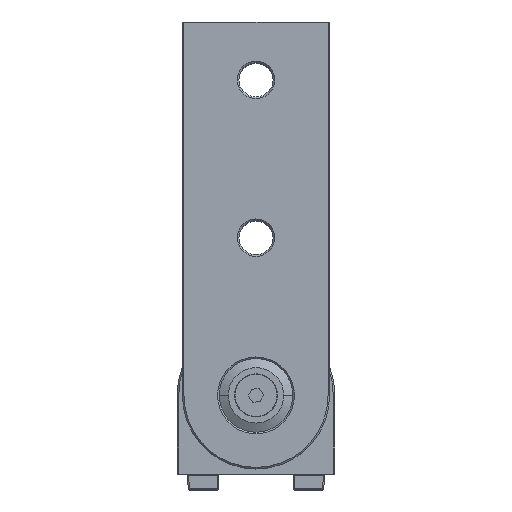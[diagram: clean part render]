
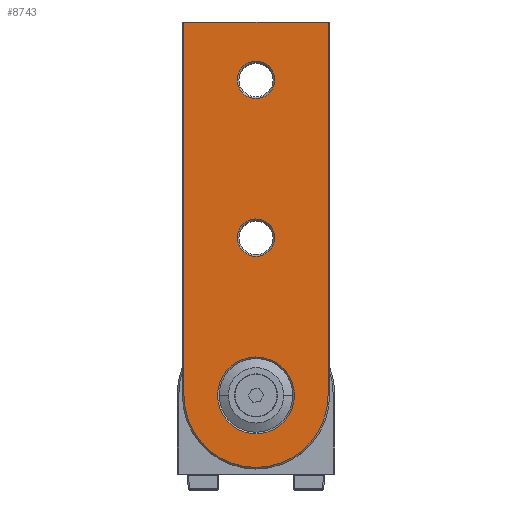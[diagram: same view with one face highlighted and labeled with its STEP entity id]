
A CAD part, top view. The second image highlights one B-rep face of the part: STEP entity #8743.
In plain terms, the highlighted planar face has unit normal (0, 0, 1).
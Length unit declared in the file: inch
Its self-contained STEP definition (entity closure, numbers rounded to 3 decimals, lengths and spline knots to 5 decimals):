
#110 = ORIENTED_EDGE ( 'NONE', *, *, #10869, .T. ) ;
#317 = EDGE_CURVE ( 'NONE', #24695, #35645, #46206, .T. ) ;
#1476 = EDGE_CURVE ( 'NONE', #43415, #48001, #28736, .T. ) ;
#1533 = DIRECTION ( 'NONE',  ( 0., 0., 1. ) ) ;
#2023 = FACE_BOUND ( 'NONE', #10859, .T. ) ;
#2205 = VERTEX_POINT ( 'NONE', #39500 ) ;
#2209 = AXIS2_PLACEMENT_3D ( 'NONE', #6538, #17114, #20586 ) ;
#2329 = AXIS2_PLACEMENT_3D ( 'NONE', #17204, #32244, #39920 ) ;
#2772 = ORIENTED_EDGE ( 'NONE', *, *, #317, .T. ) ;
#3394 = DIRECTION ( 'NONE',  ( 0., 0., 1. ) ) ;
#3695 = DIRECTION ( 'NONE',  ( 0., -1., 0. ) ) ;
#5481 = CIRCLE ( 'NONE', #2329, 0.13976 ) ;
#5608 = CIRCLE ( 'NONE', #12690, 0.13976 ) ;
#5974 = PLANE ( 'NONE',  #27058 ) ;
#6258 = ORIENTED_EDGE ( 'NONE', *, *, #35867, .T. ) ;
#6538 = CARTESIAN_POINT ( 'NONE',  ( 0., 0.59055, 1.89764 ) ) ;
#7694 = ORIENTED_EDGE ( 'NONE', *, *, #16585, .T. ) ;
#8743 = ADVANCED_FACE ( 'NONE', ( #2023, #9205, #9690, #24427 ), #5974, .T. ) ;
#8767 = EDGE_LOOP ( 'NONE', ( #9123, #7694 ) ) ;
#9123 = ORIENTED_EDGE ( 'NONE', *, *, #27040, .T. ) ;
#9205 = FACE_BOUND ( 'NONE', #8767, .T. ) ;
#9344 = CARTESIAN_POINT ( 'NONE',  ( -0.53937, 0.59055, 1.89764 ) ) ;
#9690 = FACE_BOUND ( 'NONE', #17125, .T. ) ;
#10063 = DIRECTION ( 'NONE',  ( 0., 1., 0. ) ) ;
#10117 = AXIS2_PLACEMENT_3D ( 'NONE', #37207, #36951, #3695 ) ;
#10132 = CARTESIAN_POINT ( 'NONE',  ( 0., 1.77165, 1.89764 ) ) ;
#10355 = VERTEX_POINT ( 'NONE', #9344 ) ;
#10369 = DIRECTION ( 'NONE',  ( 1., 0., 0. ) ) ;
#10534 = DIRECTION ( 'NONE',  ( 1., 0., 0. ) ) ;
#10775 = CARTESIAN_POINT ( 'NONE',  ( 0., 0.59055, 1.89764 ) ) ;
#10859 = EDGE_LOOP ( 'NONE', ( #2772, #110 ) ) ;
#10869 = EDGE_CURVE ( 'NONE', #35645, #24695, #28955, .T. ) ;
#12690 = AXIS2_PLACEMENT_3D ( 'NONE', #10132, #44116, #10369 ) ;
#12845 = CARTESIAN_POINT ( 'NONE',  ( 0., 2.81299, 1.89764 ) ) ;
#13805 = DIRECTION ( 'NONE',  ( 1., 0., 0. ) ) ;
#15693 = EDGE_CURVE ( 'NONE', #25984, #10355, #26893, .T. ) ;
#16296 = DIRECTION ( 'NONE',  ( 0., -1., 0. ) ) ;
#16489 = EDGE_CURVE ( 'NONE', #25984, #48001, #47565, .T. ) ;
#16585 = EDGE_CURVE ( 'NONE', #2205, #27825, #36069, .T. ) ;
#17073 = CIRCLE ( 'NONE', #44659, 0.13976 ) ;
#17114 = DIRECTION ( 'NONE',  ( 0., 0., -1. ) ) ;
#17125 = EDGE_LOOP ( 'NONE', ( #48672, #6258 ) ) ;
#17204 = CARTESIAN_POINT ( 'NONE',  ( 0., 1.77165, 1.89764 ) ) ;
#20463 = CARTESIAN_POINT ( 'NONE',  ( 0.53937, 3.38583, 1.89764 ) ) ;
#20586 = DIRECTION ( 'NONE',  ( 1., 0., 0. ) ) ;
#20982 = DIRECTION ( 'NONE',  ( 0., -1., 0. ) ) ;
#21234 = CARTESIAN_POINT ( 'NONE',  ( 0.53937, 0.59055, 1.89764 ) ) ;
#21450 = CIRCLE ( 'NONE', #37182, 0.53937 ) ;
#22637 = VECTOR ( 'NONE', #13805, 39.37008 ) ;
#23448 = CARTESIAN_POINT ( 'NONE',  ( -0.13976, 1.77165, 1.89764 ) ) ;
#24427 = FACE_OUTER_BOUND ( 'NONE', #46030, .T. ) ;
#24695 = VERTEX_POINT ( 'NONE', #42766 ) ;
#25258 = DIRECTION ( 'NONE',  ( 0., 0., -1. ) ) ;
#25545 = CARTESIAN_POINT ( 'NONE',  ( 0., 0.59055, 1.89764 ) ) ;
#25984 = VERTEX_POINT ( 'NONE', #26727 ) ;
#26727 = CARTESIAN_POINT ( 'NONE',  ( -0.53937, 3.38583, 1.89764 ) ) ;
#26893 = LINE ( 'NONE', #35027, #38644 ) ;
#27040 = EDGE_CURVE ( 'NONE', #27825, #2205, #17073, .T. ) ;
#27058 = AXIS2_PLACEMENT_3D ( 'NONE', #28129, #1533, #20982 ) ;
#27825 = VERTEX_POINT ( 'NONE', #12845 ) ;
#28129 = CARTESIAN_POINT ( 'NONE',  ( 0., 0.59055, 1.89764 ) ) ;
#28736 = LINE ( 'NONE', #46756, #46565 ) ;
#28955 = CIRCLE ( 'NONE', #2209, 0.2874 ) ;
#29305 = CARTESIAN_POINT ( 'NONE',  ( 0.55118, 3.38583, 1.89764 ) ) ;
#32244 = DIRECTION ( 'NONE',  ( 0., 0., -1. ) ) ;
#32616 = ORIENTED_EDGE ( 'NONE', *, *, #48155, .T. ) ;
#34222 = DIRECTION ( 'NONE',  ( 0., 0., -1. ) ) ;
#35027 = CARTESIAN_POINT ( 'NONE',  ( -0.53937, 0.59055, 1.89764 ) ) ;
#35645 = VERTEX_POINT ( 'NONE', #48800 ) ;
#35867 = EDGE_CURVE ( 'NONE', #39723, #40819, #5481, .T. ) ;
#36069 = CIRCLE ( 'NONE', #10117, 0.13976 ) ;
#36903 = ORIENTED_EDGE ( 'NONE', *, *, #15693, .T. ) ;
#36951 = DIRECTION ( 'NONE',  ( 0., 0., -1. ) ) ;
#37182 = AXIS2_PLACEMENT_3D ( 'NONE', #25545, #3394, #47082 ) ;
#37207 = CARTESIAN_POINT ( 'NONE',  ( 0., 2.95276, 1.89764 ) ) ;
#37945 = CARTESIAN_POINT ( 'NONE',  ( 0., 2.95276, 1.89764 ) ) ;
#38644 = VECTOR ( 'NONE', #16296, 39.37008 ) ;
#39475 = ORIENTED_EDGE ( 'NONE', *, *, #16489, .F. ) ;
#39500 = CARTESIAN_POINT ( 'NONE',  ( 0., 3.09252, 1.89764 ) ) ;
#39723 = VERTEX_POINT ( 'NONE', #23448 ) ;
#39920 = DIRECTION ( 'NONE',  ( 1., 0., 0. ) ) ;
#40819 = VERTEX_POINT ( 'NONE', #45699 ) ;
#41514 = AXIS2_PLACEMENT_3D ( 'NONE', #10775, #25258, #10534 ) ;
#42766 = CARTESIAN_POINT ( 'NONE',  ( 0.2874, 0.59055, 1.89764 ) ) ;
#43415 = VERTEX_POINT ( 'NONE', #21234 ) ;
#44116 = DIRECTION ( 'NONE',  ( 0., 0., -1. ) ) ;
#44659 = AXIS2_PLACEMENT_3D ( 'NONE', #37945, #34222, #45564 ) ;
#45065 = ORIENTED_EDGE ( 'NONE', *, *, #1476, .T. ) ;
#45564 = DIRECTION ( 'NONE',  ( 0., -1., 0. ) ) ;
#45699 = CARTESIAN_POINT ( 'NONE',  ( 0.13976, 1.77165, 1.89764 ) ) ;
#46030 = EDGE_LOOP ( 'NONE', ( #32616, #45065, #39475, #36903 ) ) ;
#46206 = CIRCLE ( 'NONE', #41514, 0.2874 ) ;
#46565 = VECTOR ( 'NONE', #10063, 39.37008 ) ;
#46756 = CARTESIAN_POINT ( 'NONE',  ( 0.53937, 0.59055, 1.89764 ) ) ;
#46986 = EDGE_CURVE ( 'NONE', #40819, #39723, #5608, .T. ) ;
#47082 = DIRECTION ( 'NONE',  ( -1., 0., 0. ) ) ;
#47565 = LINE ( 'NONE', #29305, #22637 ) ;
#48001 = VERTEX_POINT ( 'NONE', #20463 ) ;
#48155 = EDGE_CURVE ( 'NONE', #10355, #43415, #21450, .T. ) ;
#48672 = ORIENTED_EDGE ( 'NONE', *, *, #46986, .T. ) ;
#48800 = CARTESIAN_POINT ( 'NONE',  ( -0.2874, 0.59055, 1.89764 ) ) ;
